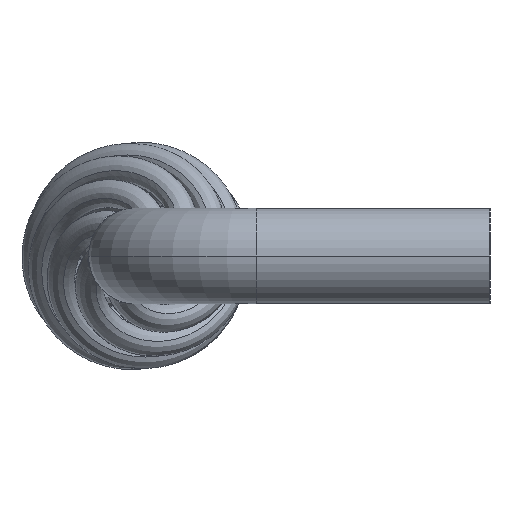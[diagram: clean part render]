
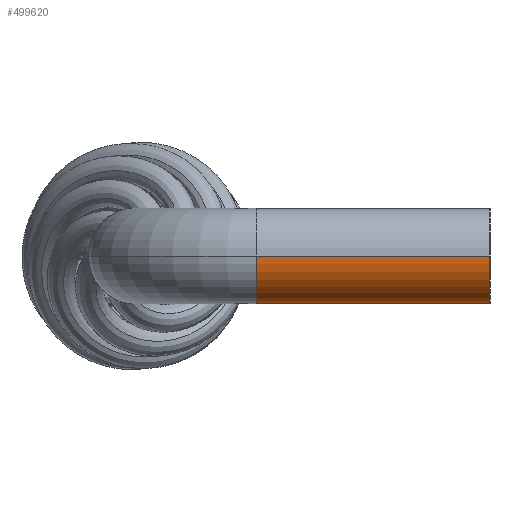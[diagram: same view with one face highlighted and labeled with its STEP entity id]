
A CAD part, left-side view. The second image highlights one B-rep face of the part: STEP entity #499620.
In plain terms, the highlighted cylindrical face has radius 4 mm (diameter 8 mm), a partial arc.
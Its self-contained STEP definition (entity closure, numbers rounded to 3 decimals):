
#498960=CARTESIAN_POINT('',(-48.,-10.,0.));
#498970=DIRECTION('',(0.,-1.,0.));
#498980=DIRECTION('',(-1.,0.,0.));
#498990=AXIS2_PLACEMENT_3D('',#498960,#498970,#498980);
#499000=CIRCLE('',#498990,4.);
#499010=CARTESIAN_POINT('',(-48.,-10.,-4.));
#499020=VERTEX_POINT('',#499010);
#499030=CARTESIAN_POINT('',(-44.,-10.,0.));
#499040=VERTEX_POINT('',#499030);
#499050=EDGE_CURVE('',#499020,#499040,#499000,.T.);
#499210=CARTESIAN_POINT('',(-52.,-10.,0.));
#499220=VERTEX_POINT('',#499210);
#499250=EDGE_CURVE('',#499220,#499020,#499000,.T.);
#499300=CARTESIAN_POINT('',(-48.,-10.,0.));
#499310=DIRECTION('',(0.,1.,0.));
#499320=DIRECTION('',(-1.,0.,0.));
#499330=AXIS2_PLACEMENT_3D('',#499300,#499310,#499320);
#499340=CYLINDRICAL_SURFACE('',#499330,4.);
#499350=CARTESIAN_POINT('',(-44.,-10.,0.));
#499360=DIRECTION('',(0.,1.,0.));
#499370=VECTOR('',#499360,1.);
#499380=LINE('',#499350,#499370);
#499390=CARTESIAN_POINT('',(-44.,-29.5,0.));
#499400=VERTEX_POINT('',#499390);
#499410=EDGE_CURVE('',#499400,#499040,#499380,.T.);
#499420=ORIENTED_EDGE('',*,*,#499410,.F.);
#499430=ORIENTED_EDGE('',*,*,#499050,.T.);
#499440=ORIENTED_EDGE('',*,*,#499250,.T.);
#499450=CARTESIAN_POINT('',(-52.,-10.,0.));
#499460=DIRECTION('',(0.,1.,0.));
#499470=VECTOR('',#499460,1.);
#499480=LINE('',#499450,#499470);
#499490=CARTESIAN_POINT('',(-52.,-29.5,0.));
#499500=VERTEX_POINT('',#499490);
#499510=EDGE_CURVE('',#499500,#499220,#499480,.T.);
#499520=ORIENTED_EDGE('',*,*,#499510,.T.);
#499530=CARTESIAN_POINT('',(-48.,-29.5,0.));
#499540=DIRECTION('',(0.,1.,0.));
#499550=DIRECTION('',(-1.,0.,0.));
#499560=AXIS2_PLACEMENT_3D('',#499530,#499540,#499550);
#499570=CIRCLE('',#499560,4.);
#499580=EDGE_CURVE('',#499400,#499500,#499570,.T.);
#499590=ORIENTED_EDGE('',*,*,#499580,.T.);
#499600=EDGE_LOOP('',(#499590,#499520,#499440,#499430,#499420));
#499610=FACE_OUTER_BOUND('',#499600,.T.);
#499620=ADVANCED_FACE('',(#499610),#499340,.T.);
